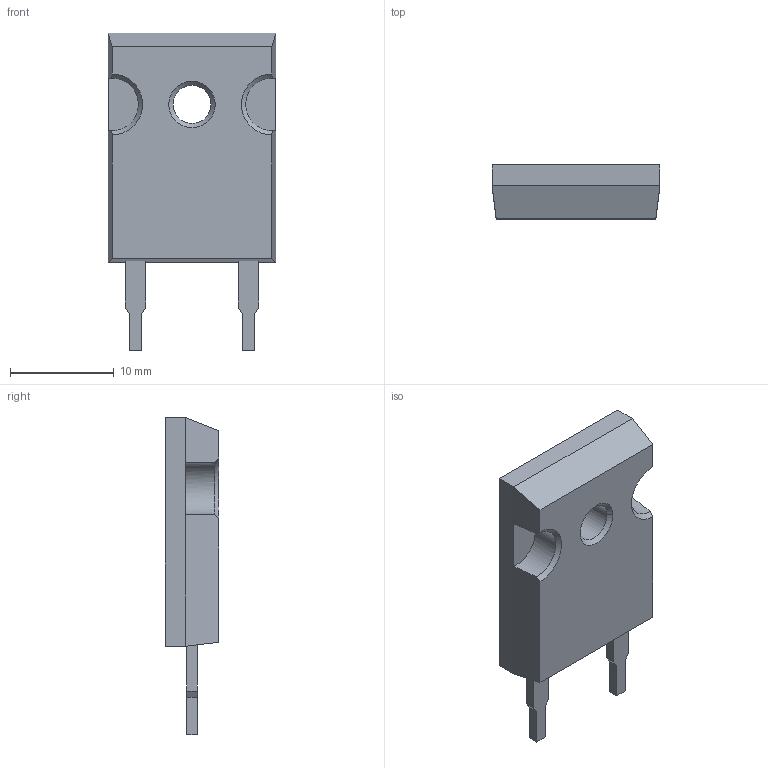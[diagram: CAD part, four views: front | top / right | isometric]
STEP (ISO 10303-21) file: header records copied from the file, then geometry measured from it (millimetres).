
FILE_DESCRIPTION((''),'2;1');
FILE_NAME('TO-247-2-V.stp','2012-08-21T17:14:15',(''),(''),'Mechanical Desktop 2011','Mechanical Desktop 2011',', , ');
FILE_SCHEMA(('AUTOMOTIVE_DESIGN { 1 2 10303 214 1 1 1 1 }'));
Length unit declared in the file: millimetre
Products named in the file (1): Product
Bounding box: 16.2 x 5.2 x 30.62 mm (x, y, z)
Volume: 1692.4 mm3; surface area: 1652.6 mm2
Topology: 4 solids, 4 shells, 66 faces, 158 edges, 102 vertices
Faces by surface type: plane 54, cylinder 8, cone 4
Entity records: 1939 total; most frequent: CARTESIAN_POINT 335, ORIENTED_EDGE 316, DIRECTION 312, EDGE_CURVE 158, VECTOR 130, LINE 130, VERTEX_POINT 102, AXIS2_PLACEMENT_3D 91
